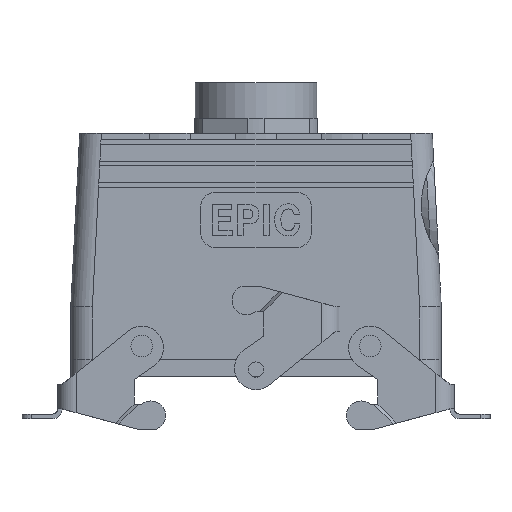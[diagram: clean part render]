
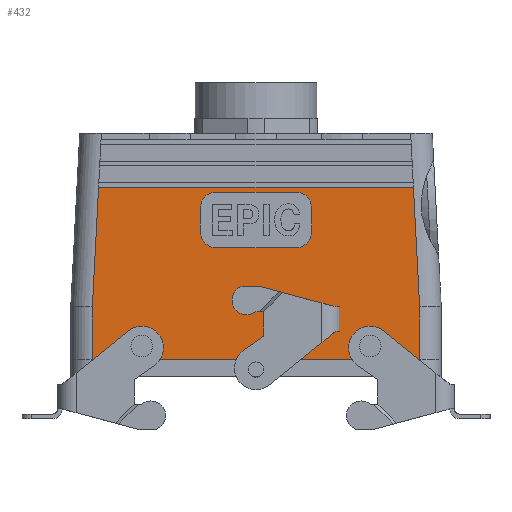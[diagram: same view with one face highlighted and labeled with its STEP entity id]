
A CAD part, front view. The second image highlights one B-rep face of the part: STEP entity #432.
In plain terms, the highlighted planar face has unit normal (0, -1, 0).
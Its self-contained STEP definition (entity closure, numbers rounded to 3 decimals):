
#432 = ADVANCED_FACE( '', ( #1049, #1050, #1051, #1052 ), #1053, .F. );
#1049 = FACE_BOUND( '', #1871, .T. );
#1050 = FACE_OUTER_BOUND( '', #1872, .T. );
#1051 = FACE_BOUND( '', #1873, .T. );
#1052 = FACE_BOUND( '', #1874, .T. );
#1053 = PLANE( '', #1875 );
#1871 = EDGE_LOOP( '', ( #3098 ) );
#1872 = EDGE_LOOP( '', ( #3099, #3100, #3101, #3102, #3103, #3104 ) );
#1873 = EDGE_LOOP( '', ( #3105 ) );
#1874 = EDGE_LOOP( '', ( #3106, #3107, #3108, #3109, #3110, #3111, #3112, #3113 ) );
#1875 = AXIS2_PLACEMENT_3D( '', #3114, #3115, #3116 );
#3098 = ORIENTED_EDGE( '', *, *, #5156, .F. );
#3099 = ORIENTED_EDGE( '', *, *, #5157, .T. );
#3100 = ORIENTED_EDGE( '', *, *, #5072, .T. );
#3101 = ORIENTED_EDGE( '', *, *, #5158, .F. );
#3102 = ORIENTED_EDGE( '', *, *, #5159, .F. );
#3103 = ORIENTED_EDGE( '', *, *, #5100, .F. );
#3104 = ORIENTED_EDGE( '', *, *, #5005, .T. );
#3105 = ORIENTED_EDGE( '', *, *, #4922, .T. );
#3106 = ORIENTED_EDGE( '', *, *, #5160, .T. );
#3107 = ORIENTED_EDGE( '', *, *, #5161, .T. );
#3108 = ORIENTED_EDGE( '', *, *, #5162, .T. );
#3109 = ORIENTED_EDGE( '', *, *, #5163, .T. );
#3110 = ORIENTED_EDGE( '', *, *, #5164, .T. );
#3111 = ORIENTED_EDGE( '', *, *, #5165, .T. );
#3112 = ORIENTED_EDGE( '', *, *, #5166, .T. );
#3113 = ORIENTED_EDGE( '', *, *, #5122, .T. );
#3114 = CARTESIAN_POINT( '', ( -60., -21.5, 20. ) );
#3115 = DIRECTION( '', ( 0., 1., 0. ) );
#3116 = DIRECTION( '', ( -1., 0., 0. ) );
#4922 = EDGE_CURVE( '', #5905, #5905, #5906, .T. );
#5005 = EDGE_CURVE( '', #6044, #6042, #6045, .F. );
#5072 = EDGE_CURVE( '', #6145, #6150, #6152, .T. );
#5100 = EDGE_CURVE( '', #6044, #6185, #6200, .T. );
#5122 = EDGE_CURVE( '', #6230, #6231, #6232, .T. );
#5156 = EDGE_CURVE( '', #6284, #6284, #6285, .T. );
#5157 = EDGE_CURVE( '', #6042, #6145, #6286, .T. );
#5158 = EDGE_CURVE( '', #6287, #6150, #6288, .T. );
#5159 = EDGE_CURVE( '', #6185, #6287, #6289, .F. );
#5160 = EDGE_CURVE( '', #6231, #6290, #6291, .T. );
#5161 = EDGE_CURVE( '', #6290, #6292, #6293, .T. );
#5162 = EDGE_CURVE( '', #6292, #6294, #6295, .T. );
#5163 = EDGE_CURVE( '', #6294, #6296, #6297, .T. );
#5164 = EDGE_CURVE( '', #6296, #6298, #6299, .T. );
#5165 = EDGE_CURVE( '', #6298, #6300, #6301, .T. );
#5166 = EDGE_CURVE( '', #6300, #6230, #6302, .T. );
#5905 = VERTEX_POINT( '', #7351 );
#5906 = CIRCLE( '', #7352, 2.45 );
#6042 = VERTEX_POINT( '', #7542 );
#6044 = VERTEX_POINT( '', #7544 );
#6045 = LINE( '', #7545, #7546 );
#6145 = VERTEX_POINT( '', #7687 );
#6150 = VERTEX_POINT( '', #7693 );
#6152 = LINE( '', #7695, #7696 );
#6185 = VERTEX_POINT( '', #7737 );
#6200 = LINE( '', #7759, #7760 );
#6230 = VERTEX_POINT( '', #7843 );
#6231 = VERTEX_POINT( '', #7844 );
#6232 = LINE( '', #7845, #7846 );
#6284 = VERTEX_POINT( '', #7958 );
#6285 = CIRCLE( '', #7959, 2.45 );
#6286 = LINE( '', #7960, #7961 );
#6287 = VERTEX_POINT( '', #7962 );
#6288 = LINE( '', #7963, #7964 );
#6289 = LINE( '', #7965, #7966 );
#6290 = VERTEX_POINT( '', #7967 );
#6291 = CIRCLE( '', #7968, 5. );
#6292 = VERTEX_POINT( '', #7969 );
#6293 = LINE( '', #7970, #7971 );
#6294 = VERTEX_POINT( '', #7972 );
#6295 = CIRCLE( '', #7973, 5. );
#6296 = VERTEX_POINT( '', #7974 );
#6297 = LINE( '', #7975, #7976 );
#6298 = VERTEX_POINT( '', #7977 );
#6299 = CIRCLE( '', #7978, 5. );
#6300 = VERTEX_POINT( '', #7979 );
#6301 = LINE( '', #7980, #7981 );
#6302 = CIRCLE( '', #7982, 5. );
#7351 = CARTESIAN_POINT( '', ( -34.55, -21.5, 7.1 ) );
#7352 = AXIS2_PLACEMENT_3D( '', #9055, #9056, #9057 );
#7542 = CARTESIAN_POINT( '', ( -53., -21.5, 19.819 ) );
#7544 = CARTESIAN_POINT( '', ( -50.997, -21.5, 58.5 ) );
#7545 = CARTESIAN_POINT( '', ( -53.009, -21.5, 19.638 ) );
#7546 = VECTOR( '', #9147, 1000. );
#7687 = CARTESIAN_POINT( '', ( -53., -21.5, 2.8 ) );
#7693 = CARTESIAN_POINT( '', ( 53., -21.5, 2.8 ) );
#7695 = CARTESIAN_POINT( '', ( -60., -21.5, 2.8 ) );
#7696 = VECTOR( '', #9228, 1000. );
#7737 = CARTESIAN_POINT( '', ( 50.997, -21.5, 58.5 ) );
#7759 = CARTESIAN_POINT( '', ( -50.997, -21.5, 58.5 ) );
#7760 = VECTOR( '', #9267, 1000. );
#7843 = CARTESIAN_POINT( '', ( -18., -21.5, 44. ) );
#7844 = CARTESIAN_POINT( '', ( -18., -21.5, 52. ) );
#7845 = CARTESIAN_POINT( '', ( -18., -21.5, 44. ) );
#7846 = VECTOR( '', #9285, 1000. );
#7958 = CARTESIAN_POINT( '', ( 34.55, -21.5, 7.1 ) );
#7959 = AXIS2_PLACEMENT_3D( '', #9324, #9325, #9326 );
#7960 = CARTESIAN_POINT( '', ( -53., -21.5, 20. ) );
#7961 = VECTOR( '', #9327, 1000. );
#7962 = CARTESIAN_POINT( '', ( 53., -21.5, 19.819 ) );
#7963 = CARTESIAN_POINT( '', ( 53., -21.5, 20. ) );
#7964 = VECTOR( '', #9328, 1000. );
#7965 = CARTESIAN_POINT( '', ( 53.009, -21.5, 19.638 ) );
#7966 = VECTOR( '', #9329, 1000. );
#7967 = CARTESIAN_POINT( '', ( -13., -21.5, 57. ) );
#7968 = AXIS2_PLACEMENT_3D( '', #9330, #9331, #9332 );
#7969 = CARTESIAN_POINT( '', ( 13., -21.5, 57. ) );
#7970 = CARTESIAN_POINT( '', ( -13., -21.5, 57. ) );
#7971 = VECTOR( '', #9333, 1000. );
#7972 = CARTESIAN_POINT( '', ( 18., -21.5, 52. ) );
#7973 = AXIS2_PLACEMENT_3D( '', #9334, #9335, #9336 );
#7974 = CARTESIAN_POINT( '', ( 18., -21.5, 44. ) );
#7975 = CARTESIAN_POINT( '', ( 18., -21.5, 52. ) );
#7976 = VECTOR( '', #9337, 1000. );
#7977 = CARTESIAN_POINT( '', ( 13., -21.5, 39. ) );
#7978 = AXIS2_PLACEMENT_3D( '', #9338, #9339, #9340 );
#7979 = CARTESIAN_POINT( '', ( -13., -21.5, 39. ) );
#7980 = CARTESIAN_POINT( '', ( 13., -21.5, 39. ) );
#7981 = VECTOR( '', #9341, 1000. );
#7982 = AXIS2_PLACEMENT_3D( '', #9342, #9343, #9344 );
#9055 = CARTESIAN_POINT( '', ( -37., -21.5, 7.1 ) );
#9056 = DIRECTION( '', ( 0., 1., 0. ) );
#9057 = DIRECTION( '', ( 1., 0., 0. ) );
#9147 = DIRECTION( '', ( 0.052, 0., 0.999 ) );
#9228 = DIRECTION( '', ( 1., 0., 0. ) );
#9267 = DIRECTION( '', ( 1., 0., 0. ) );
#9285 = DIRECTION( '', ( 0., 0., 1. ) );
#9324 = CARTESIAN_POINT( '', ( 37., -21.5, 7.1 ) );
#9325 = DIRECTION( '', ( 0., -1., 0. ) );
#9326 = DIRECTION( '', ( -1., 0., 0. ) );
#9327 = DIRECTION( '', ( 0., 0., -1. ) );
#9328 = DIRECTION( '', ( 0., 0., -1. ) );
#9329 = DIRECTION( '', ( -0.052, 0., 0.999 ) );
#9330 = CARTESIAN_POINT( '', ( -13., -21.5, 52. ) );
#9331 = DIRECTION( '', ( 0., 1., 0. ) );
#9332 = DIRECTION( '', ( 1., 0., 0. ) );
#9333 = DIRECTION( '', ( 1., 0., 0. ) );
#9334 = CARTESIAN_POINT( '', ( 13., -21.5, 52. ) );
#9335 = DIRECTION( '', ( 0., 1., 0. ) );
#9336 = DIRECTION( '', ( -1., 0., 0. ) );
#9337 = DIRECTION( '', ( 0., 0., -1. ) );
#9338 = CARTESIAN_POINT( '', ( 13., -21.5, 44. ) );
#9339 = DIRECTION( '', ( 0., 1., 0. ) );
#9340 = DIRECTION( '', ( 1., 0., 0. ) );
#9341 = DIRECTION( '', ( -1., 0., 0. ) );
#9342 = CARTESIAN_POINT( '', ( -13., -21.5, 44. ) );
#9343 = DIRECTION( '', ( 0., 1., 0. ) );
#9344 = DIRECTION( '', ( 1., 0., 0. ) );
